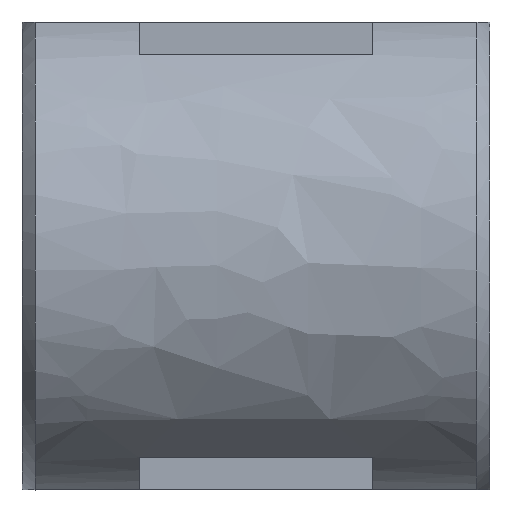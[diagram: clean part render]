
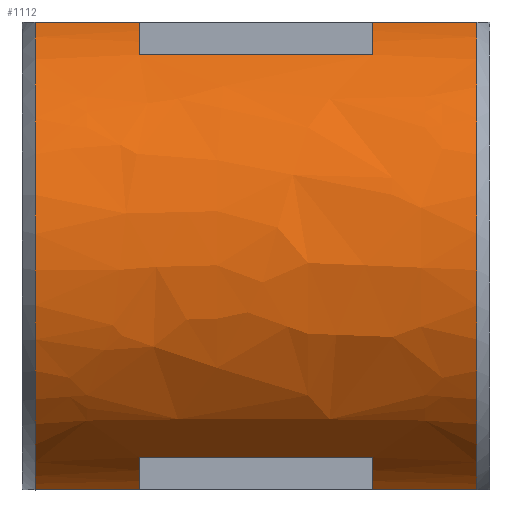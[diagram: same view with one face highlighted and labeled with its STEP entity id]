
A CAD part, left-side view. The second image highlights one B-rep face of the part: STEP entity #1112.
In plain terms, the highlighted free-form (B-spline) face has degree [1, 3] with [2, 4] control points.
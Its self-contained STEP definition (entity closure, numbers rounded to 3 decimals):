
#34 = ORIENTED_EDGE ( 'NONE', *, *, #1080, .F. ) ;
#65 = CARTESIAN_POINT ( 'NONE',  ( -6.029, -2.34, -32.746 ) ) ;
#86 = CARTESIAN_POINT ( 'NONE',  ( -13.967, -6.34, -19.513 ) ) ;
#134 = VERTEX_POINT ( 'NONE', #394 ) ;
#147 = CARTESIAN_POINT ( 'NONE',  ( -3.571, 10.66, -16. ) ) ;
#153 = EDGE_CURVE ( 'NONE', #1658, #1412, #634, .T. ) ;
#173 = CARTESIAN_POINT ( 'NONE',  ( -3.571, -2.34, -16. ) ) ;
#188 = B_SPLINE_CURVE_WITH_KNOTS ( 'NONE', 1,
 ( #65, #1582 ),
 .UNSPECIFIED., .F., .F.,
 ( 2, 2 ),
 ( 0., 1. ),
 .UNSPECIFIED. ) ;
#226 = CARTESIAN_POINT ( 'NONE',  ( -3.571, 10.66, -16. ) ) ;
#237 = CARTESIAN_POINT ( 'NONE',  ( -3.571, 10.66, -16. ) ) ;
#241 =( BOUNDED_CURVE ( )  B_SPLINE_CURVE ( 3, ( #422, #2086, #1925, #1422 ),
 .UNSPECIFIED., .F., .F. ) 
 B_SPLINE_CURVE_WITH_KNOTS ( ( 4, 4 ),
 ( -2.49, 0. ),
 .UNSPECIFIED. ) 
 CURVE ( )  GEOMETRIC_REPRESENTATION_ITEM ( )  RATIONAL_B_SPLINE_CURVE ( ( 1., 0.547, 0.547, 1. ) ) 
 REPRESENTATION_ITEM ( '' )  );
#251 = CARTESIAN_POINT ( 'NONE',  ( -3.571, 10.66, -34. ) ) ;
#270 = CARTESIAN_POINT ( 'NONE',  ( -5.275, -2.34, -16.719 ) ) ;
#272 =( BOUNDED_CURVE ( )  B_SPLINE_CURVE ( 3, ( #226, #1731, #1371, #251 ),
 .UNSPECIFIED., .F., .F. ) 
 B_SPLINE_CURVE_WITH_KNOTS ( ( 4, 4 ),
 ( -2.49, 0. ),
 .UNSPECIFIED. ) 
 CURVE ( )  GEOMETRIC_REPRESENTATION_ITEM ( )  RATIONAL_B_SPLINE_CURVE ( ( 1., 0.547, 0.547, 1. ) ) 
 REPRESENTATION_ITEM ( '' )  );
#273 = CARTESIAN_POINT ( 'NONE',  ( -3.571, -6.34, -34. ) ) ;
#285 = EDGE_CURVE ( 'NONE', #965, #754, #1941, .T. ) ;
#298 = EDGE_CURVE ( 'NONE', #477, #1151, #272, .T. ) ;
#299 = CARTESIAN_POINT ( 'NONE',  ( -3.571, 6.66, -34. ) ) ;
#306 = CARTESIAN_POINT ( 'NONE',  ( -3.571, -2.34, -16. ) ) ;
#345 = B_SPLINE_CURVE_WITH_KNOTS ( 'NONE', 1,
 ( #1446, #1102 ),
 .UNSPECIFIED., .F., .F.,
 ( 2, 2 ),
 ( 0., 1. ),
 .UNSPECIFIED. ) ;
#361 = VERTEX_POINT ( 'NONE', #1738 ) ;
#392 = CARTESIAN_POINT ( 'NONE',  ( -6.029, -2.34, -32.746 ) ) ;
#394 = CARTESIAN_POINT ( 'NONE',  ( -3.571, 6.66, -16. ) ) ;
#412 = CARTESIAN_POINT ( 'NONE',  ( -3.571, -2.34, -34. ) ) ;
#422 = CARTESIAN_POINT ( 'NONE',  ( -3.571, -6.34, -16. ) ) ;
#456 = ORIENTED_EDGE ( 'NONE', *, *, #298, .T. ) ;
#461 = CARTESIAN_POINT ( 'NONE',  ( -3.571, -6.34, -16. ) ) ;
#472 = B_SPLINE_CURVE_WITH_KNOTS ( 'NONE', 1,
 ( #1564, #560 ),
 .UNSPECIFIED., .F., .F.,
 ( 2, 2 ),
 ( -1., 0. ),
 .UNSPECIFIED. ) ;
#477 = VERTEX_POINT ( 'NONE', #147 ) ;
#495 = EDGE_CURVE ( 'NONE', #1028, #361, #798, .T. ) ;
#501 = CARTESIAN_POINT ( 'NONE',  ( -4.447, 6.66, -16.296 ) ) ;
#525 = CARTESIAN_POINT ( 'NONE',  ( -6.029, 6.66, -17.254 ) ) ;
#554 = ORIENTED_EDGE ( 'NONE', *, *, #1170, .F. ) ;
#555 = EDGE_LOOP ( 'NONE', ( #912, #1278, #2165, #1530, #1136, #456, #34, #1314, #1629, #1554, #1409, #554 ) ) ;
#560 = CARTESIAN_POINT ( 'NONE',  ( -3.571, 10.66, -16. ) ) ;
#572 = EDGE_CURVE ( 'NONE', #1493, #1412, #2143, .T. ) ;
#615 =( BOUNDED_SURFACE ( )  B_SPLINE_SURFACE ( 1, 3, ( 
 ( #237, #757, #2093, #1589 ),
 ( #2073, #86, #1387, #2079 ) ),
 .UNSPECIFIED., .F., .F., .F. ) 
 B_SPLINE_SURFACE_WITH_KNOTS ( ( 2, 2 ),
 ( 4, 4 ),
 ( 0., 1. ),
 ( 0., 1. ),
 .UNSPECIFIED. ) 
 GEOMETRIC_REPRESENTATION_ITEM ( )  RATIONAL_B_SPLINE_SURFACE ( (
 ( 1., 0.547, 0.547, 1.),
 ( 1., 0.547, 0.547, 1.) ) ) 
 REPRESENTATION_ITEM ( '' )  SURFACE ( )  );
#634 = B_SPLINE_CURVE_WITH_KNOTS ( 'NONE', 3,
 ( #1757, #270, #935, #742 ),
 .UNSPECIFIED., .F., .F.,
 ( 4, 4 ),
 ( 0., 0.292 ),
 .UNSPECIFIED. ) ;
#662 = CARTESIAN_POINT ( 'NONE',  ( -5.275, 6.66, -16.719 ) ) ;
#742 = CARTESIAN_POINT ( 'NONE',  ( -3.571, -2.34, -16. ) ) ;
#754 = VERTEX_POINT ( 'NONE', #412 ) ;
#757 = CARTESIAN_POINT ( 'NONE',  ( -13.967, 10.66, -19.513 ) ) ;
#786 = VERTEX_POINT ( 'NONE', #1750 ) ;
#798 = B_SPLINE_CURVE_WITH_KNOTS ( 'NONE', 3,
 ( #1623, #1795, #1475, #969 ),
 .UNSPECIFIED., .F., .F.,
 ( 4, 4 ),
 ( 0., 0.292 ),
 .UNSPECIFIED. ) ;
#802 = VERTEX_POINT ( 'NONE', #926 ) ;
#805 = CARTESIAN_POINT ( 'NONE',  ( -3.571, -6.34, -16. ) ) ;
#814 = EDGE_CURVE ( 'NONE', #134, #477, #472, .T. ) ;
#848 = B_SPLINE_CURVE_WITH_KNOTS ( 'NONE', 3,
 ( #1674, #501, #662, #525 ),
 .UNSPECIFIED., .F., .F.,
 ( 4, 4 ),
 ( 0., 0.292 ),
 .UNSPECIFIED. ) ;
#900 = CARTESIAN_POINT ( 'NONE',  ( -5.275, -2.34, -33.281 ) ) ;
#912 = ORIENTED_EDGE ( 'NONE', *, *, #572, .T. ) ;
#926 = CARTESIAN_POINT ( 'NONE',  ( -6.029, -2.34, -32.746 ) ) ;
#935 = CARTESIAN_POINT ( 'NONE',  ( -4.447, -2.34, -16.296 ) ) ;
#965 = VERTEX_POINT ( 'NONE', #273 ) ;
#969 = CARTESIAN_POINT ( 'NONE',  ( -3.571, 6.66, -34. ) ) ;
#1025 = CARTESIAN_POINT ( 'NONE',  ( -3.571, -2.34, -34. ) ) ;
#1028 = VERTEX_POINT ( 'NONE', #2125 ) ;
#1080 = EDGE_CURVE ( 'NONE', #361, #1151, #1104, .T. ) ;
#1102 = CARTESIAN_POINT ( 'NONE',  ( -6.029, -2.34, -17.254 ) ) ;
#1104 = B_SPLINE_CURVE_WITH_KNOTS ( 'NONE', 1,
 ( #299, #1967 ),
 .UNSPECIFIED., .F., .F.,
 ( 2, 2 ),
 ( 0., 1. ),
 .UNSPECIFIED. ) ;
#1112 = ADVANCED_FACE ( 'NONE', ( #1199 ), #615, .F. ) ;
#1136 = ORIENTED_EDGE ( 'NONE', *, *, #814, .T. ) ;
#1143 = EDGE_CURVE ( 'NONE', #802, #1028, #188, .T. ) ;
#1151 = VERTEX_POINT ( 'NONE', #1241 ) ;
#1170 = EDGE_CURVE ( 'NONE', #1493, #965, #241, .T. ) ;
#1199 = FACE_OUTER_BOUND ( 'NONE', #555, .T. ) ;
#1221 = CARTESIAN_POINT ( 'NONE',  ( -3.571, -2.34, -34. ) ) ;
#1241 = CARTESIAN_POINT ( 'NONE',  ( -3.571, 10.66, -34. ) ) ;
#1269 = EDGE_CURVE ( 'NONE', #786, #1658, #345, .T. ) ;
#1278 = ORIENTED_EDGE ( 'NONE', *, *, #153, .F. ) ;
#1314 = ORIENTED_EDGE ( 'NONE', *, *, #495, .F. ) ;
#1334 = CARTESIAN_POINT ( 'NONE',  ( -4.447, -2.34, -33.704 ) ) ;
#1336 = B_SPLINE_CURVE_WITH_KNOTS ( 'NONE', 3,
 ( #1025, #1334, #900, #392 ),
 .UNSPECIFIED., .F., .F.,
 ( 4, 4 ),
 ( 0., 0.292 ),
 .UNSPECIFIED. ) ;
#1371 = CARTESIAN_POINT ( 'NONE',  ( -13.967, 10.66, -30.487 ) ) ;
#1385 = CARTESIAN_POINT ( 'NONE',  ( -6.029, -2.34, -17.254 ) ) ;
#1387 = CARTESIAN_POINT ( 'NONE',  ( -13.967, -6.34, -30.487 ) ) ;
#1409 = ORIENTED_EDGE ( 'NONE', *, *, #285, .F. ) ;
#1412 = VERTEX_POINT ( 'NONE', #306 ) ;
#1422 = CARTESIAN_POINT ( 'NONE',  ( -3.571, -6.34, -34. ) ) ;
#1446 = CARTESIAN_POINT ( 'NONE',  ( -6.029, 6.66, -17.254 ) ) ;
#1475 = CARTESIAN_POINT ( 'NONE',  ( -4.447, 6.66, -33.704 ) ) ;
#1493 = VERTEX_POINT ( 'NONE', #805 ) ;
#1530 = ORIENTED_EDGE ( 'NONE', *, *, #1992, .F. ) ;
#1554 = ORIENTED_EDGE ( 'NONE', *, *, #2089, .F. ) ;
#1564 = CARTESIAN_POINT ( 'NONE',  ( -3.571, 6.66, -16. ) ) ;
#1574 = CARTESIAN_POINT ( 'NONE',  ( -3.571, -6.34, -34. ) ) ;
#1582 = CARTESIAN_POINT ( 'NONE',  ( -6.029, 6.66, -32.746 ) ) ;
#1589 = CARTESIAN_POINT ( 'NONE',  ( -3.571, 10.66, -34. ) ) ;
#1623 = CARTESIAN_POINT ( 'NONE',  ( -6.029, 6.66, -32.746 ) ) ;
#1629 = ORIENTED_EDGE ( 'NONE', *, *, #1143, .F. ) ;
#1658 = VERTEX_POINT ( 'NONE', #1385 ) ;
#1674 = CARTESIAN_POINT ( 'NONE',  ( -3.571, 6.66, -16. ) ) ;
#1731 = CARTESIAN_POINT ( 'NONE',  ( -13.967, 10.66, -19.513 ) ) ;
#1738 = CARTESIAN_POINT ( 'NONE',  ( -3.571, 6.66, -34. ) ) ;
#1750 = CARTESIAN_POINT ( 'NONE',  ( -6.029, 6.66, -17.254 ) ) ;
#1757 = CARTESIAN_POINT ( 'NONE',  ( -6.029, -2.34, -17.254 ) ) ;
#1795 = CARTESIAN_POINT ( 'NONE',  ( -5.275, 6.66, -33.281 ) ) ;
#1925 = CARTESIAN_POINT ( 'NONE',  ( -13.967, -6.34, -30.487 ) ) ;
#1941 = B_SPLINE_CURVE_WITH_KNOTS ( 'NONE', 1,
 ( #1574, #1221 ),
 .UNSPECIFIED., .F., .F.,
 ( 2, 2 ),
 ( 0., 1. ),
 .UNSPECIFIED. ) ;
#1967 = CARTESIAN_POINT ( 'NONE',  ( -3.571, 10.66, -34. ) ) ;
#1992 = EDGE_CURVE ( 'NONE', #134, #786, #848, .T. ) ;
#2073 = CARTESIAN_POINT ( 'NONE',  ( -3.571, -6.34, -16. ) ) ;
#2079 = CARTESIAN_POINT ( 'NONE',  ( -3.571, -6.34, -34. ) ) ;
#2086 = CARTESIAN_POINT ( 'NONE',  ( -13.967, -6.34, -19.513 ) ) ;
#2089 = EDGE_CURVE ( 'NONE', #754, #802, #1336, .T. ) ;
#2093 = CARTESIAN_POINT ( 'NONE',  ( -13.967, 10.66, -30.487 ) ) ;
#2125 = CARTESIAN_POINT ( 'NONE',  ( -6.029, 6.66, -32.746 ) ) ;
#2143 = B_SPLINE_CURVE_WITH_KNOTS ( 'NONE', 1,
 ( #461, #173 ),
 .UNSPECIFIED., .F., .F.,
 ( 2, 2 ),
 ( -1., 0. ),
 .UNSPECIFIED. ) ;
#2165 = ORIENTED_EDGE ( 'NONE', *, *, #1269, .F. ) ;
